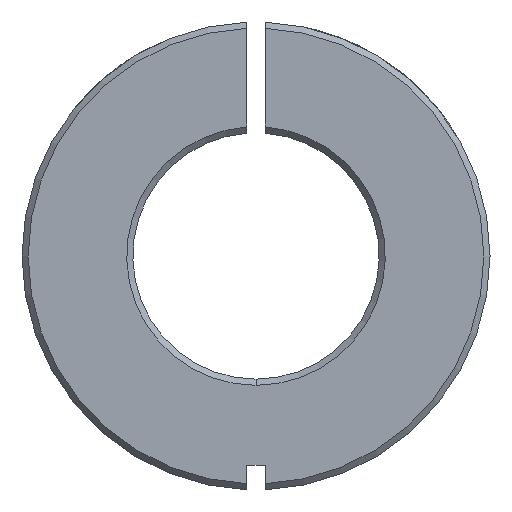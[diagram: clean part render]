
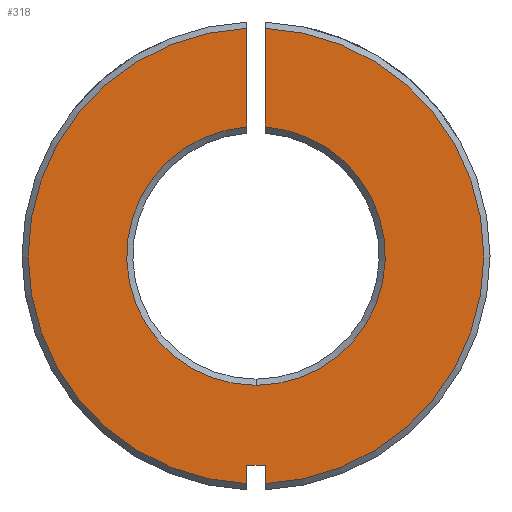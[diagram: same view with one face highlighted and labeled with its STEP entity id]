
A CAD part, front view. The second image highlights one B-rep face of the part: STEP entity #318.
In plain terms, the highlighted planar face has unit normal (0, -1, 0).
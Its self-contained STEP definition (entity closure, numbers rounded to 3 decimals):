
#5 = PLANE ( 'NONE',  #473 ) ;
#16 = VERTEX_POINT ( 'NONE', #567 ) ;
#27 = CARTESIAN_POINT ( 'NONE',  ( -0.75, 0., -17. ) ) ;
#39 = CARTESIAN_POINT ( 'NONE',  ( 0.75, 0., 10.473 ) ) ;
#43 = VERTEX_POINT ( 'NONE', #49 ) ;
#49 = CARTESIAN_POINT ( 'NONE',  ( -0.75, 0., 10.473 ) ) ;
#67 = VERTEX_POINT ( 'NONE', #39 ) ;
#80 = CARTESIAN_POINT ( 'NONE',  ( -0.75, 0., -18.485 ) ) ;
#83 = DIRECTION ( 'NONE',  ( 0., 0., -1. ) ) ;
#87 = CARTESIAN_POINT ( 'NONE',  ( 0.75, 0., -19.001 ) ) ;
#98 = CARTESIAN_POINT ( 'NONE',  ( 0., 0., 0. ) ) ;
#111 = DIRECTION ( 'NONE',  ( 0., 0., -1. ) ) ;
#113 = LINE ( 'NONE', #810, #1094 ) ;
#114 = EDGE_CURVE ( 'NONE', #1046, #336, #425, .T. ) ;
#136 = CARTESIAN_POINT ( 'NONE',  ( 0., 0., 0. ) ) ;
#185 = ORIENTED_EDGE ( 'NONE', *, *, #114, .T. ) ;
#187 = LINE ( 'NONE', #27, #881 ) ;
#199 = CARTESIAN_POINT ( 'NONE',  ( 0., 0., 0. ) ) ;
#210 = CARTESIAN_POINT ( 'NONE',  ( -0.75, 0., -19.001 ) ) ;
#214 = VECTOR ( 'NONE', #737, 1000. ) ;
#264 = DIRECTION ( 'NONE',  ( 0., -1., 0. ) ) ;
#287 = ORIENTED_EDGE ( 'NONE', *, *, #873, .T. ) ;
#310 = DIRECTION ( 'NONE',  ( 1., 0., 0. ) ) ;
#318 = ADVANCED_FACE ( 'NONE', ( #793 ), #5, .T. ) ;
#327 = VECTOR ( 'NONE', #383, 1000. ) ;
#336 = VERTEX_POINT ( 'NONE', #80 ) ;
#376 = DIRECTION ( 'NONE',  ( 0., 0., 1. ) ) ;
#382 = VERTEX_POINT ( 'NONE', #815 ) ;
#383 = DIRECTION ( 'NONE',  ( 0., 0., 1. ) ) ;
#386 = EDGE_CURVE ( 'NONE', #447, #336, #187, .T. ) ;
#387 = CARTESIAN_POINT ( 'NONE',  ( 0.75, 0., -17. ) ) ;
#393 = ORIENTED_EDGE ( 'NONE', *, *, #1096, .T. ) ;
#425 = CIRCLE ( 'NONE', #966, 18.5 ) ;
#441 = ORIENTED_EDGE ( 'NONE', *, *, #775, .T. ) ;
#447 = VERTEX_POINT ( 'NONE', #471 ) ;
#448 = CARTESIAN_POINT ( 'NONE',  ( 0., 0., -10.5 ) ) ;
#471 = CARTESIAN_POINT ( 'NONE',  ( -0.75, 0., -17. ) ) ;
#473 = AXIS2_PLACEMENT_3D ( 'NONE', #871, #694, #612 ) ;
#487 = DIRECTION ( 'NONE',  ( 0., -1., 0. ) ) ;
#529 = CIRCLE ( 'NONE', #948, 10.5 ) ;
#551 = CIRCLE ( 'NONE', #681, 18.5 ) ;
#567 = CARTESIAN_POINT ( 'NONE',  ( 0.75, 0., -17. ) ) ;
#569 = VECTOR ( 'NONE', #376, 1000. ) ;
#600 = ORIENTED_EDGE ( 'NONE', *, *, #736, .T. ) ;
#612 = DIRECTION ( 'NONE',  ( 0., 0., -1. ) ) ;
#621 = DIRECTION ( 'NONE',  ( 0., 0., -1. ) ) ;
#640 = ORIENTED_EDGE ( 'NONE', *, *, #659, .T. ) ;
#659 = EDGE_CURVE ( 'NONE', #67, #667, #804, .T. ) ;
#667 = VERTEX_POINT ( 'NONE', #448 ) ;
#681 = AXIS2_PLACEMENT_3D ( 'NONE', #98, #264, #621 ) ;
#694 = DIRECTION ( 'NONE',  ( 0., -1., 0. ) ) ;
#702 = EDGE_CURVE ( 'NONE', #67, #1023, #1051, .T. ) ;
#714 = ORIENTED_EDGE ( 'NONE', *, *, #884, .T. ) ;
#723 = ORIENTED_EDGE ( 'NONE', *, *, #386, .F. ) ;
#724 = DIRECTION ( 'NONE',  ( 0., 1., 0. ) ) ;
#736 = EDGE_CURVE ( 'NONE', #667, #43, #529, .T. ) ;
#737 = DIRECTION ( 'NONE',  ( 0., 0., -1. ) ) ;
#743 = EDGE_LOOP ( 'NONE', ( #441, #185, #723, #714, #287, #393, #944, #640, #600 ) ) ;
#746 = LINE ( 'NONE', #387, #214 ) ;
#775 = EDGE_CURVE ( 'NONE', #43, #1046, #995, .T. ) ;
#788 = AXIS2_PLACEMENT_3D ( 'NONE', #870, #958, #83 ) ;
#793 = FACE_OUTER_BOUND ( 'NONE', #743, .T. ) ;
#804 = CIRCLE ( 'NONE', #788, 10.5 ) ;
#810 = CARTESIAN_POINT ( 'NONE',  ( 0.75, 0., -17. ) ) ;
#815 = CARTESIAN_POINT ( 'NONE',  ( 0.75, 0., -18.485 ) ) ;
#852 = DIRECTION ( 'NONE',  ( 0., 0., -1. ) ) ;
#870 = CARTESIAN_POINT ( 'NONE',  ( 0., 0., 0. ) ) ;
#871 = CARTESIAN_POINT ( 'NONE',  ( 10., 0., 0. ) ) ;
#873 = EDGE_CURVE ( 'NONE', #16, #382, #746, .T. ) ;
#881 = VECTOR ( 'NONE', #892, 1000. ) ;
#884 = EDGE_CURVE ( 'NONE', #447, #16, #113, .T. ) ;
#892 = DIRECTION ( 'NONE',  ( 0., 0., -1. ) ) ;
#936 = CARTESIAN_POINT ( 'NONE',  ( 0.75, 0., 18.485 ) ) ;
#944 = ORIENTED_EDGE ( 'NONE', *, *, #702, .F. ) ;
#948 = AXIS2_PLACEMENT_3D ( 'NONE', #199, #724, #111 ) ;
#958 = DIRECTION ( 'NONE',  ( 0., 1., 0. ) ) ;
#966 = AXIS2_PLACEMENT_3D ( 'NONE', #136, #487, #852 ) ;
#995 = LINE ( 'NONE', #210, #327 ) ;
#1023 = VERTEX_POINT ( 'NONE', #936 ) ;
#1028 = CARTESIAN_POINT ( 'NONE',  ( -0.75, 0., 18.485 ) ) ;
#1046 = VERTEX_POINT ( 'NONE', #1028 ) ;
#1051 = LINE ( 'NONE', #87, #569 ) ;
#1094 = VECTOR ( 'NONE', #310, 1000. ) ;
#1096 = EDGE_CURVE ( 'NONE', #382, #1023, #551, .T. ) ;
